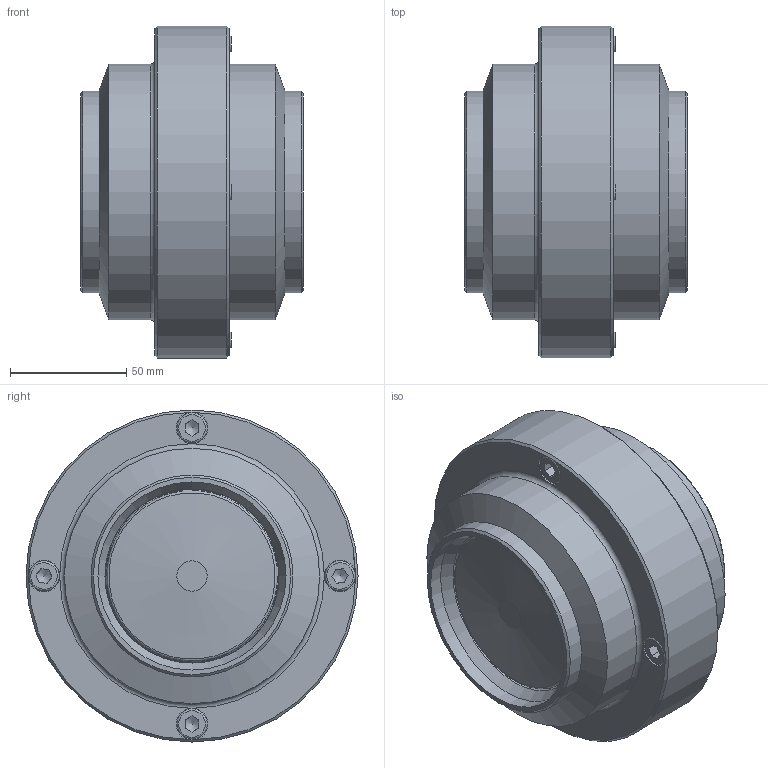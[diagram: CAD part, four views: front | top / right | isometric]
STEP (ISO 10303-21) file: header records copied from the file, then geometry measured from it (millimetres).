
FILE_DESCRIPTION(/* description */ (''),/* implementation_level */ '2;1');
FILE_NAME(/* name */ '68120080.stp',/* time_stamp */ '2016-03-18T12:00:27+01:00',/* author */ ('Struska'),/* organization */ ('BUPOSPOL'),/* preprocessor_version */ 'ST-DEVELOPER v15.6',/* originating_system */ 'Autodesk Inventor 2015',/* authorisation */ '');
FILE_SCHEMA (('CONFIG_CONTROL_DESIGN'));
Length unit declared in the file: millimetre
Products named in the file (1): 68120080
Bounding box: 96 x 143 x 143 mm (x, y, z)
Volume: 481105.1 mm3; surface area: 118137.8 mm2
Topology: 1 solids, 8 shells, 183 faces, 420 edges, 266 vertices
Faces by surface type: plane 69, cylinder 56, cone 29, torus 18, bspline 11
Full cylindrical faces by diameter (mm): 8 x8, 8.5 x4, 12 x2, 13 x4, 13.5 x4, 17.5 x1, 19 x2, 73.5 x1, 75 x1, 81 x2, 83.071 x1, 87 x2, 105 x1, 108 x1, 110 x2, 117 x1, 143 x1
Entity records: 7890 total; most frequent: CARTESIAN_POINT 4001, DIRECTION 794, ORIENTED_EDGE 614, AXIS2_PLACEMENT_3D 354, EDGE_CURVE 306, EDGE_LOOP 303, VERTEX_POINT 237, STYLED_ITEM 184
